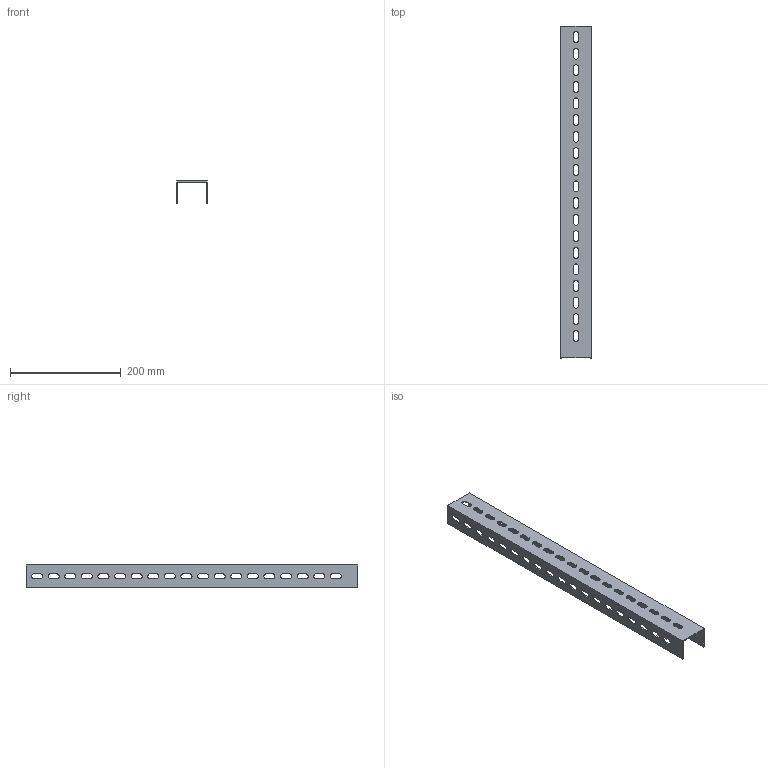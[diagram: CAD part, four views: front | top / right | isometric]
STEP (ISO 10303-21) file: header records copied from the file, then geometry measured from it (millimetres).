
FILE_DESCRIPTION (( 'STEP AP203' ), '1' );
FILE_NAME ('CLP1Z-600-M-HDZ Ïðîôèëü ïåðôîðèðîâàííûé 600 IEK HDZ.STEP', '2016-03-22T12:06:44', ( '' ), ( '' ), 'SwSTEP 2.0', 'SolidWorks 2014', '' );
FILE_SCHEMA (( 'CONFIG_CONTROL_DESIGN' ));
Length unit declared in the file: millimetre
Products named in the file (1): CLP1Z-600-M-HDZ Ïðîôèëü ïåðôîðèðîâàííûé 600 IEK HDZ
Bounding box: 55 x 600 x 40 mm (x, y, z)
Volume: 138661.6 mm3; surface area: 147316.9 mm2
Topology: 1 solids, 1 shells, 246 faces, 724 edges, 480 vertices
Faces by surface type: plane 132, cylinder 114
Entity records: 8537 total; most frequent: CARTESIAN_POINT 1451, ORIENTED_EDGE 1448, DIRECTION 1446, EDGE_CURVE 724, LINE 496, VECTOR 496, VERTEX_POINT 480, AXIS2_PLACEMENT_3D 475
